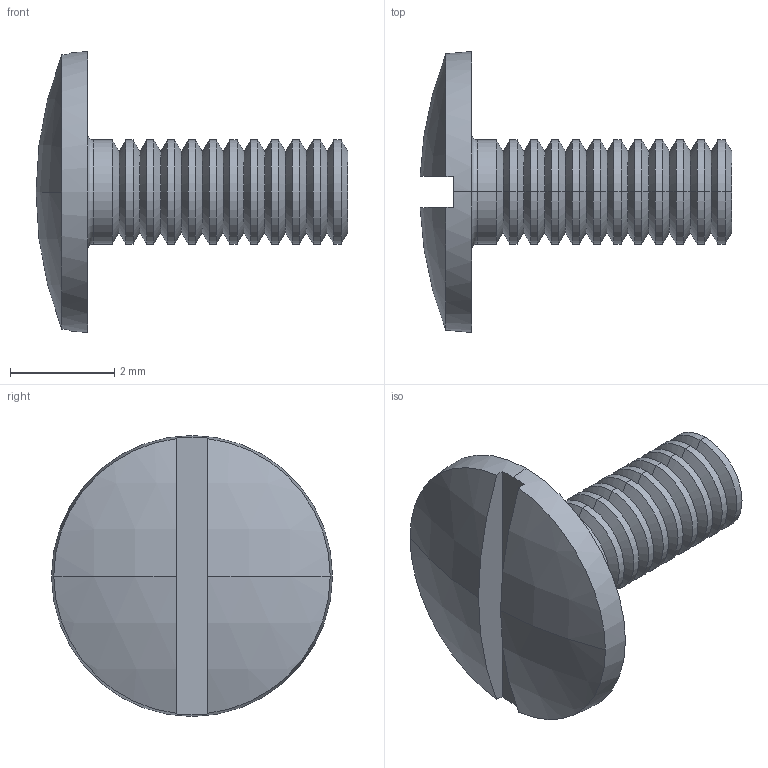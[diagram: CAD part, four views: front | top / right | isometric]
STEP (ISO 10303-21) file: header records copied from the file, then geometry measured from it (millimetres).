
FILE_DESCRIPTION (( 'STEP AP214' ), '1' );
FILE_NAME ('Screw M2 x 5 binding.STEP', '2025-07-06T08:34:27', ( '' ), ( '' ), 'SwSTEP 2.0', 'SolidWorks 2025', '' );
FILE_SCHEMA (( 'AUTOMOTIVE_DESIGN' ));
Length unit declared in the file: millimetre
Products named in the file (1): Screw M2 x 5 binding_KS 1021 BS- M2 x 5-S
Bounding box: 5.99 x 5.4 x 5.4 mm (x, y, z)
Volume: 29.1 mm3; surface area: 103.6 mm2
Topology: 1 solids, 1 shells, 83 faces, 170 edges, 90 vertices
Faces by surface type: cone 48, cylinder 24, plane 5, sphere 4, torus 2
Entity records: 2186 total; most frequent: DIRECTION 426, CARTESIAN_POINT 368, ORIENTED_EDGE 340, AXIS2_PLACEMENT_3D 176, EDGE_CURVE 170, CIRCLE 92, VERTEX_POINT 90, EDGE_LOOP 84
